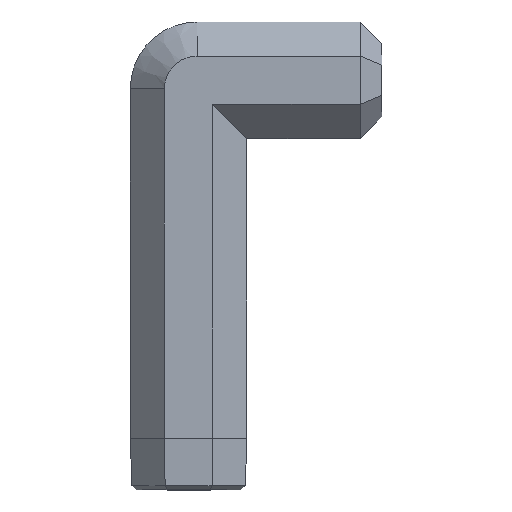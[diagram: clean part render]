
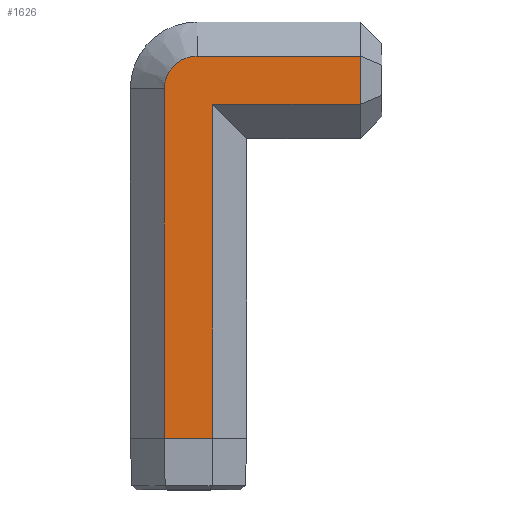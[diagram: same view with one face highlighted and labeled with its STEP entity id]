
A CAD part, top view. The second image highlights one B-rep face of the part: STEP entity #1626.
In plain terms, the highlighted planar face has unit normal (0, 0, 1).
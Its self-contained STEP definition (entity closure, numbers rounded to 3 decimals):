
#720 = B_SPLINE_SURFACE_WITH_KNOTS('',1,1,(
    (#721,#722)
    ,(#723,#724
    )),.UNSPECIFIED.,.F.,.F.,.F.,(2,2),(2,2),(0.,5.625),(0.,1.)
  ,.PIECEWISE_BEZIER_KNOTS.);
#721 = CARTESIAN_POINT('',(2.736,-47.22,6.606));
#722 = CARTESIAN_POINT('',(2.813,-41.72,6.791));
#723 = CARTESIAN_POINT('',(-2.736,-47.22,6.606));
#724 = CARTESIAN_POINT('',(-2.813,-41.72,6.791));
#804 = PLANE('',#805);
#805 = AXIS2_PLACEMENT_3D('',#806,#807,#808);
#806 = CARTESIAN_POINT('',(-2.813,-41.72,6.791));
#807 = DIRECTION('',(0.707,0.,-0.707));
#808 = DIRECTION('',(-0.707,0.,-0.707));
#871 = VERTEX_POINT('',#872);
#872 = CARTESIAN_POINT('',(-2.813,-41.72,6.791));
#1077 = VERTEX_POINT('',#1078);
#1078 = CARTESIAN_POINT('',(2.813,-41.72,6.791));
#1112 = PLANE('',#1113);
#1113 = AXIS2_PLACEMENT_3D('',#1114,#1115,#1116);
#1114 = CARTESIAN_POINT('',(6.791,-41.72,2.813));
#1115 = DIRECTION('',(-0.707,0.,-0.707));
#1116 = DIRECTION('',(-0.707,0.,0.707));
#1130 = EDGE_CURVE('',#1077,#871,#1131,.T.);
#1131 = SURFACE_CURVE('',#1132,(#1136,#1143),.PCURVE_S1.);
#1132 = LINE('',#1133,#1134);
#1133 = CARTESIAN_POINT('',(2.813,-41.72,6.791));
#1134 = VECTOR('',#1135,1.);
#1135 = DIRECTION('',(-1.,0.,0.));
#1136 = PCURVE('',#720,#1137);
#1137 = DEFINITIONAL_REPRESENTATION('',(#1138),#1142);
#1138 = LINE('',#1139,#1140);
#1139 = CARTESIAN_POINT('',(0.,1.));
#1140 = VECTOR('',#1141,1.);
#1141 = DIRECTION('',(1.,0.));
#1142 = ( GEOMETRIC_REPRESENTATION_CONTEXT(2) 
PARAMETRIC_REPRESENTATION_CONTEXT() REPRESENTATION_CONTEXT('2D SPACE',''
  ) );
#1143 = PCURVE('',#1144,#1149);
#1144 = PLANE('',#1145);
#1145 = AXIS2_PLACEMENT_3D('',#1146,#1147,#1148);
#1146 = CARTESIAN_POINT('',(-2.813,-41.72,6.791));
#1147 = DIRECTION('',(0.,0.,1.));
#1148 = DIRECTION('',(1.,0.,0.));
#1149 = DEFINITIONAL_REPRESENTATION('',(#1150),#1154);
#1150 = LINE('',#1151,#1152);
#1151 = CARTESIAN_POINT('',(5.625,0.));
#1152 = VECTOR('',#1153,1.);
#1153 = DIRECTION('',(-1.,0.));
#1154 = ( GEOMETRIC_REPRESENTATION_CONTEXT(2) 
PARAMETRIC_REPRESENTATION_CONTEXT() REPRESENTATION_CONTEXT('2D SPACE',''
  ) );
#1213 = EDGE_CURVE('',#871,#1214,#1216,.T.);
#1214 = VERTEX_POINT('',#1215);
#1215 = CARTESIAN_POINT('',(-2.813,-1.,6.791));
#1216 = SURFACE_CURVE('',#1217,(#1221,#1228),.PCURVE_S1.);
#1217 = LINE('',#1218,#1219);
#1218 = CARTESIAN_POINT('',(-2.813,-41.72,6.791));
#1219 = VECTOR('',#1220,1.);
#1220 = DIRECTION('',(0.,1.,0.));
#1221 = PCURVE('',#804,#1222);
#1222 = DEFINITIONAL_REPRESENTATION('',(#1223),#1227);
#1223 = LINE('',#1224,#1225);
#1224 = CARTESIAN_POINT('',(0.,0.));
#1225 = VECTOR('',#1226,1.);
#1226 = DIRECTION('',(0.,1.));
#1227 = ( GEOMETRIC_REPRESENTATION_CONTEXT(2) 
PARAMETRIC_REPRESENTATION_CONTEXT() REPRESENTATION_CONTEXT('2D SPACE',''
  ) );
#1228 = PCURVE('',#1144,#1229);
#1229 = DEFINITIONAL_REPRESENTATION('',(#1230),#1234);
#1230 = LINE('',#1231,#1232);
#1231 = CARTESIAN_POINT('',(0.,0.));
#1232 = VECTOR('',#1233,1.);
#1233 = DIRECTION('',(0.,1.));
#1234 = ( GEOMETRIC_REPRESENTATION_CONTEXT(2) 
PARAMETRIC_REPRESENTATION_CONTEXT() REPRESENTATION_CONTEXT('2D SPACE',''
  ) );
#1252 = CONICAL_SURFACE('',#1253,7.791,0.785);
#1253 = AXIS2_PLACEMENT_3D('',#1254,#1255,#1256);
#1254 = CARTESIAN_POINT('',(1.,-1.,2.813));
#1255 = DIRECTION('',(0.,0.,-1.));
#1256 = DIRECTION('',(-1.,0.,0.));
#1580 = EDGE_CURVE('',#1077,#1581,#1583,.T.);
#1581 = VERTEX_POINT('',#1582);
#1582 = CARTESIAN_POINT('',(2.813,-2.813,
    6.791));
#1583 = SURFACE_CURVE('',#1584,(#1588,#1595),.PCURVE_S1.);
#1584 = LINE('',#1585,#1586);
#1585 = CARTESIAN_POINT('',(2.813,-41.72,6.791));
#1586 = VECTOR('',#1587,1.);
#1587 = DIRECTION('',(0.,1.,0.));
#1588 = PCURVE('',#1112,#1589);
#1589 = DEFINITIONAL_REPRESENTATION('',(#1590),#1594);
#1590 = LINE('',#1591,#1592);
#1591 = CARTESIAN_POINT('',(5.625,0.));
#1592 = VECTOR('',#1593,1.);
#1593 = DIRECTION('',(0.,1.));
#1594 = ( GEOMETRIC_REPRESENTATION_CONTEXT(2) 
PARAMETRIC_REPRESENTATION_CONTEXT() REPRESENTATION_CONTEXT('2D SPACE',''
  ) );
#1595 = PCURVE('',#1144,#1596);
#1596 = DEFINITIONAL_REPRESENTATION('',(#1597),#1601);
#1597 = LINE('',#1598,#1599);
#1598 = CARTESIAN_POINT('',(5.625,0.));
#1599 = VECTOR('',#1600,1.);
#1600 = DIRECTION('',(0.,1.));
#1601 = ( GEOMETRIC_REPRESENTATION_CONTEXT(2) 
PARAMETRIC_REPRESENTATION_CONTEXT() REPRESENTATION_CONTEXT('2D SPACE',''
  ) );
#1616 = PLANE('',#1617);
#1617 = AXIS2_PLACEMENT_3D('',#1618,#1619,#1620);
#1618 = CARTESIAN_POINT('',(1.,-2.813,6.791));
#1619 = DIRECTION('',(0.,-0.707,0.707));
#1620 = DIRECTION('',(0.,-0.707,-0.707));
#1626 = ADVANCED_FACE('',(#1627),#1144,.T.);
#1627 = FACE_BOUND('',#1628,.T.);
#1628 = EDGE_LOOP('',(#1629,#1630,#1631,#1632,#1655,#1683,#1711));
#1629 = ORIENTED_EDGE('',*,*,#1213,.F.);
#1630 = ORIENTED_EDGE('',*,*,#1130,.F.);
#1631 = ORIENTED_EDGE('',*,*,#1580,.T.);
#1632 = ORIENTED_EDGE('',*,*,#1633,.T.);
#1633 = EDGE_CURVE('',#1581,#1634,#1636,.T.);
#1634 = VERTEX_POINT('',#1635);
#1635 = CARTESIAN_POINT('',(20.,-2.813,6.791));
#1636 = SURFACE_CURVE('',#1637,(#1641,#1648),.PCURVE_S1.);
#1637 = LINE('',#1638,#1639);
#1638 = CARTESIAN_POINT('',(1.,-2.813,6.791));
#1639 = VECTOR('',#1640,1.);
#1640 = DIRECTION('',(1.,0.,0.));
#1641 = PCURVE('',#1144,#1642);
#1642 = DEFINITIONAL_REPRESENTATION('',(#1643),#1647);
#1643 = LINE('',#1644,#1645);
#1644 = CARTESIAN_POINT('',(3.813,38.907));
#1645 = VECTOR('',#1646,1.);
#1646 = DIRECTION('',(1.,0.));
#1647 = ( GEOMETRIC_REPRESENTATION_CONTEXT(2) 
PARAMETRIC_REPRESENTATION_CONTEXT() REPRESENTATION_CONTEXT('2D SPACE',''
  ) );
#1648 = PCURVE('',#1616,#1649);
#1649 = DEFINITIONAL_REPRESENTATION('',(#1650),#1654);
#1650 = LINE('',#1651,#1652);
#1651 = CARTESIAN_POINT('',(0.,0.));
#1652 = VECTOR('',#1653,1.);
#1653 = DIRECTION('',(0.,1.));
#1654 = ( GEOMETRIC_REPRESENTATION_CONTEXT(2) 
PARAMETRIC_REPRESENTATION_CONTEXT() REPRESENTATION_CONTEXT('2D SPACE',''
  ) );
#1655 = ORIENTED_EDGE('',*,*,#1656,.F.);
#1656 = EDGE_CURVE('',#1657,#1634,#1659,.T.);
#1657 = VERTEX_POINT('',#1658);
#1658 = CARTESIAN_POINT('',(20.,2.813,6.791));
#1659 = SURFACE_CURVE('',#1660,(#1664,#1671),.PCURVE_S1.);
#1660 = LINE('',#1661,#1662);
#1661 = CARTESIAN_POINT('',(20.,2.813,6.791));
#1662 = VECTOR('',#1663,1.);
#1663 = DIRECTION('',(0.,-1.,0.));
#1664 = PCURVE('',#1144,#1665);
#1665 = DEFINITIONAL_REPRESENTATION('',(#1666),#1670);
#1666 = LINE('',#1667,#1668);
#1667 = CARTESIAN_POINT('',(22.813,44.533));
#1668 = VECTOR('',#1669,1.);
#1669 = DIRECTION('',(0.,-1.));
#1670 = ( GEOMETRIC_REPRESENTATION_CONTEXT(2) 
PARAMETRIC_REPRESENTATION_CONTEXT() REPRESENTATION_CONTEXT('2D SPACE',''
  ) );
#1671 = PCURVE('',#1672,#1677);
#1672 = B_SPLINE_SURFACE_WITH_KNOTS('',1,1,(
    (#1673,#1674)
    ,(#1675,#1676
    )),.UNSPECIFIED.,.F.,.F.,.F.,(2,2),(2,2),(0.,5.625),(0.,1.)
  ,.PIECEWISE_BEZIER_KNOTS.);
#1673 = CARTESIAN_POINT('',(20.,2.813,6.791));
#1674 = CARTESIAN_POINT('',(22.5,1.76,4.25));
#1675 = CARTESIAN_POINT('',(20.,-2.813,6.791));
#1676 = CARTESIAN_POINT('',(22.5,-1.76,4.25));
#1677 = DEFINITIONAL_REPRESENTATION('',(#1678),#1682);
#1678 = LINE('',#1679,#1680);
#1679 = CARTESIAN_POINT('',(0.,0.));
#1680 = VECTOR('',#1681,1.);
#1681 = DIRECTION('',(1.,0.));
#1682 = ( GEOMETRIC_REPRESENTATION_CONTEXT(2) 
PARAMETRIC_REPRESENTATION_CONTEXT() REPRESENTATION_CONTEXT('2D SPACE',''
  ) );
#1683 = ORIENTED_EDGE('',*,*,#1684,.F.);
#1684 = EDGE_CURVE('',#1685,#1657,#1687,.T.);
#1685 = VERTEX_POINT('',#1686);
#1686 = CARTESIAN_POINT('',(1.,2.813,6.791));
#1687 = SURFACE_CURVE('',#1688,(#1692,#1699),.PCURVE_S1.);
#1688 = LINE('',#1689,#1690);
#1689 = CARTESIAN_POINT('',(1.,2.813,6.791));
#1690 = VECTOR('',#1691,1.);
#1691 = DIRECTION('',(1.,0.,0.));
#1692 = PCURVE('',#1144,#1693);
#1693 = DEFINITIONAL_REPRESENTATION('',(#1694),#1698);
#1694 = LINE('',#1695,#1696);
#1695 = CARTESIAN_POINT('',(3.813,44.533));
#1696 = VECTOR('',#1697,1.);
#1697 = DIRECTION('',(1.,0.));
#1698 = ( GEOMETRIC_REPRESENTATION_CONTEXT(2) 
PARAMETRIC_REPRESENTATION_CONTEXT() REPRESENTATION_CONTEXT('2D SPACE',''
  ) );
#1699 = PCURVE('',#1700,#1705);
#1700 = PLANE('',#1701);
#1701 = AXIS2_PLACEMENT_3D('',#1702,#1703,#1704);
#1702 = CARTESIAN_POINT('',(1.,6.791,2.813));
#1703 = DIRECTION('',(-0.,0.707,0.707));
#1704 = DIRECTION('',(0.,-0.707,0.707));
#1705 = DEFINITIONAL_REPRESENTATION('',(#1706),#1710);
#1706 = LINE('',#1707,#1708);
#1707 = CARTESIAN_POINT('',(5.625,0.));
#1708 = VECTOR('',#1709,1.);
#1709 = DIRECTION('',(0.,1.));
#1710 = ( GEOMETRIC_REPRESENTATION_CONTEXT(2) 
PARAMETRIC_REPRESENTATION_CONTEXT() REPRESENTATION_CONTEXT('2D SPACE',''
  ) );
#1711 = ORIENTED_EDGE('',*,*,#1712,.F.);
#1712 = EDGE_CURVE('',#1214,#1685,#1713,.T.);
#1713 = SURFACE_CURVE('',#1714,(#1719,#1730),.PCURVE_S1.);
#1714 = CIRCLE('',#1715,3.813);
#1715 = AXIS2_PLACEMENT_3D('',#1716,#1717,#1718);
#1716 = CARTESIAN_POINT('',(1.,-1.,6.791));
#1717 = DIRECTION('',(0.,0.,-1.));
#1718 = DIRECTION('',(-1.,0.,0.));
#1719 = PCURVE('',#1144,#1720);
#1720 = DEFINITIONAL_REPRESENTATION('',(#1721),#1729);
#1721 = ( BOUNDED_CURVE() B_SPLINE_CURVE(2,(#1722,#1723,#1724,#1725,
#1726,#1727,#1728),.UNSPECIFIED.,.T.,.F.) B_SPLINE_CURVE_WITH_KNOTS((1,2
    ,2,2,2,1),(-2.094,0.,2.094,4.189,
6.283,8.378),.UNSPECIFIED.) CURVE() 
GEOMETRIC_REPRESENTATION_ITEM() RATIONAL_B_SPLINE_CURVE((1.,0.5,1.,0.5,
1.,0.5,1.)) REPRESENTATION_ITEM('') );
#1722 = CARTESIAN_POINT('',(0.,40.72));
#1723 = CARTESIAN_POINT('',(0.,47.324));
#1724 = CARTESIAN_POINT('',(5.719,44.022));
#1725 = CARTESIAN_POINT('',(11.438,40.72));
#1726 = CARTESIAN_POINT('',(5.719,37.418));
#1727 = CARTESIAN_POINT('',(0.,34.116));
#1728 = CARTESIAN_POINT('',(0.,40.72));
#1729 = ( GEOMETRIC_REPRESENTATION_CONTEXT(2) 
PARAMETRIC_REPRESENTATION_CONTEXT() REPRESENTATION_CONTEXT('2D SPACE',''
  ) );
#1730 = PCURVE('',#1252,#1731);
#1731 = DEFINITIONAL_REPRESENTATION('',(#1732),#1736);
#1732 = LINE('',#1733,#1734);
#1733 = CARTESIAN_POINT('',(0.,-3.978));
#1734 = VECTOR('',#1735,1.);
#1735 = DIRECTION('',(1.,-0.));
#1736 = ( GEOMETRIC_REPRESENTATION_CONTEXT(2) 
PARAMETRIC_REPRESENTATION_CONTEXT() REPRESENTATION_CONTEXT('2D SPACE',''
  ) );
